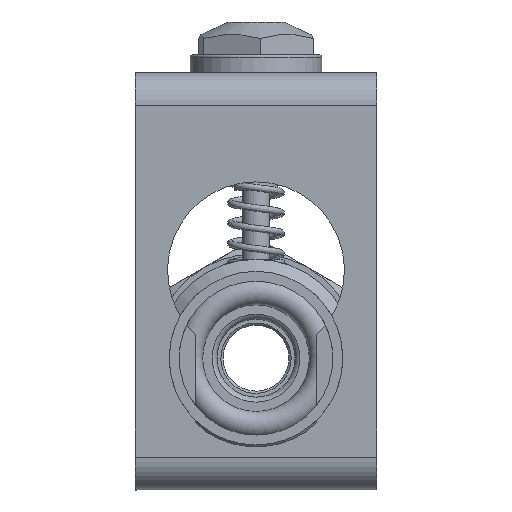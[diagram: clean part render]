
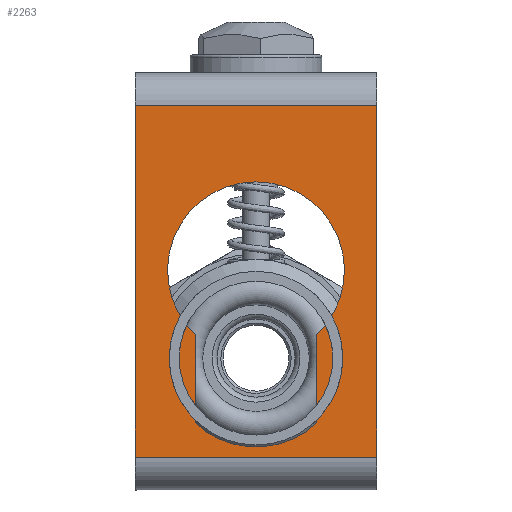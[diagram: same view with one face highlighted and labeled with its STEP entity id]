
A CAD part, front view. The second image highlights one B-rep face of the part: STEP entity #2263.
In plain terms, the highlighted face is planar.
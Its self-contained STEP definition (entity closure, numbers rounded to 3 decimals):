
#158=LINE('',#3899,#254);
#164=LINE('',#3931,#260);
#169=LINE('',#3944,#265);
#181=LINE('',#3985,#277);
#184=LINE('',#3994,#280);
#187=LINE('',#4001,#283);
#254=VECTOR('',#3093,10.);
#260=VECTOR('',#3117,10.);
#265=VECTOR('',#3128,10.);
#277=VECTOR('',#3178,10.);
#280=VECTOR('',#3187,10.);
#283=VECTOR('',#3196,10.);
#467=PLANE('',#2643);
#530=FACE_BOUND('',#840,.T.);
#649=FACE_OUTER_BOUND('',#839,.T.);
#839=EDGE_LOOP('',(#1926,#1927,#1928,#1929));
#840=EDGE_LOOP('',(#1930,#1931,#1932,#1933));
#1023=CIRCLE('',#2638,8.05);
#1024=CIRCLE('',#2641,8.083);
#1176=VERTEX_POINT('',#3896);
#1177=VERTEX_POINT('',#3898);
#1185=VERTEX_POINT('',#3928);
#1186=VERTEX_POINT('',#3930);
#1202=VERTEX_POINT('',#3987);
#1203=VERTEX_POINT('',#3989);
#1204=VERTEX_POINT('',#3993);
#1205=VERTEX_POINT('',#3997);
#1418=EDGE_CURVE('',#1177,#1176,#158,.T.);
#1431=EDGE_CURVE('',#1186,#1185,#164,.T.);
#1438=EDGE_CURVE('',#1185,#1177,#169,.T.);
#1458=EDGE_CURVE('',#1176,#1186,#181,.T.);
#1460=EDGE_CURVE('',#1203,#1202,#1023,.T.);
#1462=EDGE_CURVE('',#1204,#1203,#184,.T.);
#1464=EDGE_CURVE('',#1205,#1204,#1024,.T.);
#1466=EDGE_CURVE('',#1202,#1205,#187,.T.);
#1926=ORIENTED_EDGE('',*,*,#1438,.T.);
#1927=ORIENTED_EDGE('',*,*,#1418,.T.);
#1928=ORIENTED_EDGE('',*,*,#1458,.T.);
#1929=ORIENTED_EDGE('',*,*,#1431,.T.);
#1930=ORIENTED_EDGE('',*,*,#1460,.T.);
#1931=ORIENTED_EDGE('',*,*,#1466,.T.);
#1932=ORIENTED_EDGE('',*,*,#1464,.T.);
#1933=ORIENTED_EDGE('',*,*,#1462,.T.);
#2263=ADVANCED_FACE('',(#649,#530),#467,.F.);
#2638=AXIS2_PLACEMENT_3D('',#3990,#3182,#3183);
#2641=AXIS2_PLACEMENT_3D('',#3998,#3191,#3192);
#2643=AXIS2_PLACEMENT_3D('',#4002,#3197,#3198);
#3093=DIRECTION('',(0.,1.,0.));
#3117=DIRECTION('',(0.,-1.,0.));
#3128=DIRECTION('',(-1.,0.,0.));
#3178=DIRECTION('',(1.,0.,0.));
#3182=DIRECTION('center_axis',(0.,0.,
1.));
#3183=DIRECTION('ref_axis',(-0.689,0.724,0.));
#3187=DIRECTION('',(0.,1.,0.));
#3191=DIRECTION('center_axis',(0.,0.,
1.));
#3192=DIRECTION('ref_axis',(0.687,0.727,0.));
#3196=DIRECTION('',(0.,-1.,0.));
#3197=DIRECTION('center_axis',(0.,0.,
1.));
#3198=DIRECTION('ref_axis',(1.,0.,0.));
#3896=CARTESIAN_POINT('',(-11.,35.,0.));
#3898=CARTESIAN_POINT('',(-11.,3.,0.));
#3899=CARTESIAN_POINT('',(-11.,0.,0.));
#3928=CARTESIAN_POINT('',(11.,3.,0.));
#3930=CARTESIAN_POINT('',(11.,35.,0.));
#3931=CARTESIAN_POINT('',(11.,38.,0.));
#3944=CARTESIAN_POINT('',(-5.5,3.,0.));
#3985=CARTESIAN_POINT('',(-5.5,35.,0.));
#3987=CARTESIAN_POINT('',(-5.55,14.169,0.));
#3989=CARTESIAN_POINT('',(5.55,14.169,0.));
#3990=CARTESIAN_POINT('Origin',(0.,20.,0.));
#3993=CARTESIAN_POINT('',(5.55,6.124,0.));
#3994=CARTESIAN_POINT('',(5.55,16.585,0.));
#3997=CARTESIAN_POINT('',(-5.55,6.124,0.));
#3998=CARTESIAN_POINT('Origin',(0.,12.,0.));
#4001=CARTESIAN_POINT('',(-5.55,12.562,0.));
#4002=CARTESIAN_POINT('Origin',(0.,19.,0.));
